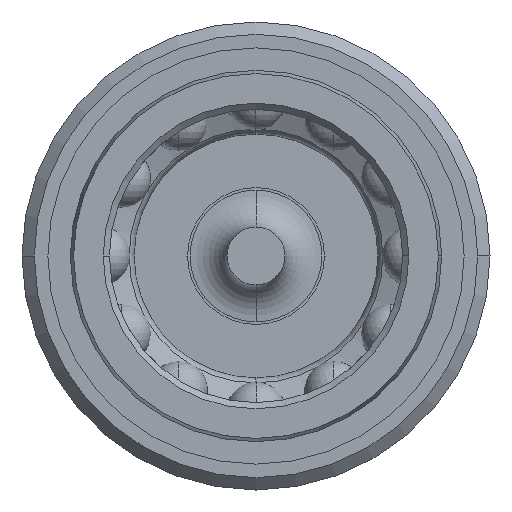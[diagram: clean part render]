
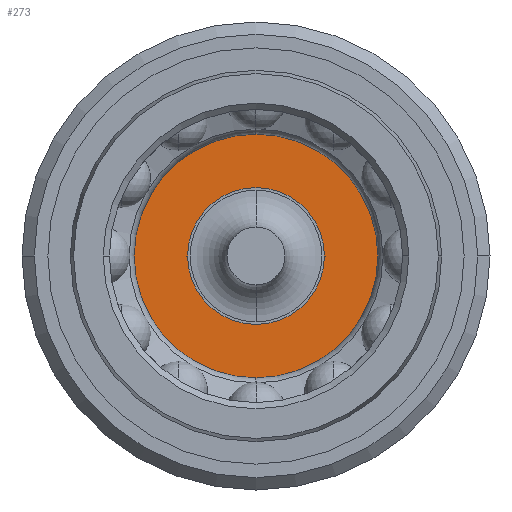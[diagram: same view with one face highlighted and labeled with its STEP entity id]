
A CAD part, left-side view. The second image highlights one B-rep face of the part: STEP entity #273.
In plain terms, the highlighted planar face has unit normal (-1, 0, 0).
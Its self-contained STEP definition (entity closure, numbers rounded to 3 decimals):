
#273 = ADVANCED_FACE( '', ( #626, #627 ), #628, .F. );
#626 = FACE_OUTER_BOUND( '', #1035, .T. );
#627 = FACE_BOUND( '', #1036, .T. );
#628 = PLANE( '', #1037 );
#1035 = EDGE_LOOP( '', ( #2297, #2298 ) );
#1036 = EDGE_LOOP( '', ( #2299, #2300 ) );
#1037 = AXIS2_PLACEMENT_3D( '', #2301, #2302, #2303 );
#2297 = ORIENTED_EDGE( '', *, *, #2926, .T. );
#2298 = ORIENTED_EDGE( '', *, *, #2991, .T. );
#2299 = ORIENTED_EDGE( '', *, *, #2928, .F. );
#2300 = ORIENTED_EDGE( '', *, *, #2990, .F. );
#2301 = CARTESIAN_POINT( '', ( -17.9, 7.928, 0. ) );
#2302 = DIRECTION( '', ( 1., 0., 0. ) );
#2303 = DIRECTION( '', ( 0., -1., 0. ) );
#2926 = EDGE_CURVE( '', #3616, #3620, #3622, .T. );
#2928 = EDGE_CURVE( '', #3623, #3626, #3627, .T. );
#2990 = EDGE_CURVE( '', #3626, #3623, #3728, .T. );
#2991 = EDGE_CURVE( '', #3620, #3616, #3729, .T. );
#3616 = VERTEX_POINT( '', #5229 );
#3620 = VERTEX_POINT( '', #5234 );
#3622 = CIRCLE( '', #5237, 10.3 );
#3623 = VERTEX_POINT( '', #5238 );
#3626 = VERTEX_POINT( '', #5242 );
#3627 = CIRCLE( '', #5243, 5.555 );
#3728 = CIRCLE( '', #5673, 5.555 );
#3729 = CIRCLE( '', #5674, 10.3 );
#5229 = CARTESIAN_POINT( '', ( -17.9, 10.3, 0. ) );
#5234 = CARTESIAN_POINT( '', ( -17.9, -10.3, 0. ) );
#5237 = AXIS2_PLACEMENT_3D( '', #6320, #6321, #6322 );
#5238 = CARTESIAN_POINT( '', ( -17.9, 5.555, 0. ) );
#5242 = CARTESIAN_POINT( '', ( -17.9, -5.555, 0. ) );
#5243 = AXIS2_PLACEMENT_3D( '', #6324, #6325, #6326 );
#5673 = AXIS2_PLACEMENT_3D( '', #6442, #6443, #6444 );
#5674 = AXIS2_PLACEMENT_3D( '', #6445, #6446, #6447 );
#6320 = CARTESIAN_POINT( '', ( -17.9, 0., 0. ) );
#6321 = DIRECTION( '', ( -1., 0., 0. ) );
#6322 = DIRECTION( '', ( 0., 1., 0. ) );
#6324 = CARTESIAN_POINT( '', ( -17.9, 0., 0. ) );
#6325 = DIRECTION( '', ( -1., 0., 0. ) );
#6326 = DIRECTION( '', ( 0., 1., 0. ) );
#6442 = CARTESIAN_POINT( '', ( -17.9, 0., 0. ) );
#6443 = DIRECTION( '', ( -1., 0., 0. ) );
#6444 = DIRECTION( '', ( 0., 1., 0. ) );
#6445 = CARTESIAN_POINT( '', ( -17.9, 0., 0. ) );
#6446 = DIRECTION( '', ( -1., 0., 0. ) );
#6447 = DIRECTION( '', ( 0., 1., 0. ) );
